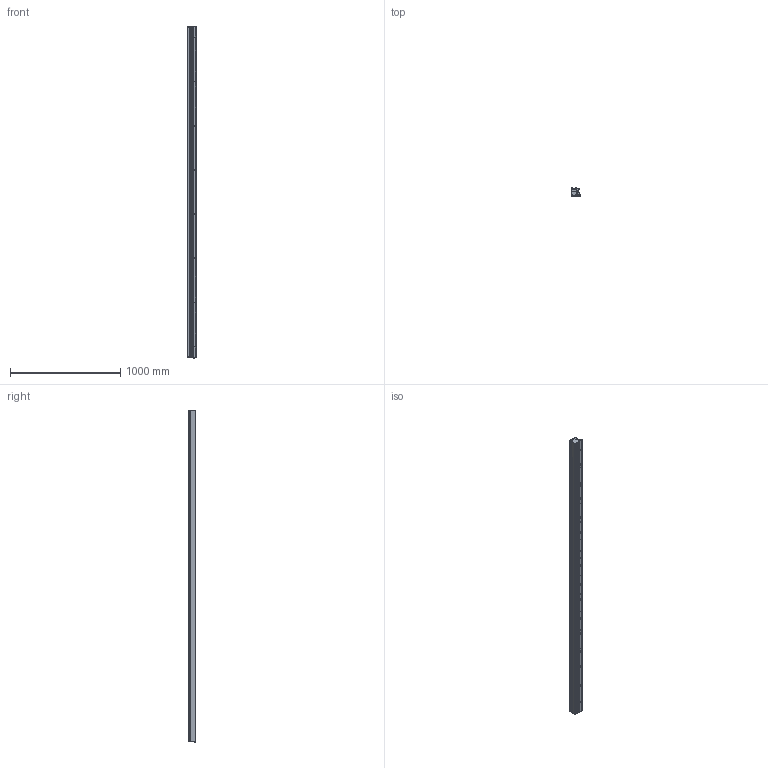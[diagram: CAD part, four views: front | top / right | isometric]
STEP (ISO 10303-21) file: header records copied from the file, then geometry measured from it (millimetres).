
FILE_DESCRIPTION (( 'STEP AP214' ), '1' );
FILE_NAME ('CPREG2NAR300AS4_STPALL.STEP', '2023-11-15T13:07:42', ( '' ), ( '' ), 'SwSTEP 2.0', 'SolidWorks 2020', '' );
FILE_SCHEMA (( 'AUTOMOTIVE_DESIGN' ));
Length unit declared in the file: millimetre
Products named in the file (13): MP0112-13-14-15 EML HOUSING_MP0933-EMLH 2984-4; V30035x; MP0759-60-61-62-63-SCREW COVER_MP0763-3000MM; PA0212-13-14-PACKING OF PANEL PLUGS_PA0214-CPREG-220-250-300; MP0902-APH END CAP 1_NA; CPREG2NAR300AS4_STPALL; DIN 7500 M - M3 x 8 - Z --- 8S_ISO 7046-1 - M3 x 8 - Z --- 8S; PA0212-13-14-PACKING OF PANEL PLUGS_PA0212-CPREG-40; MP0903-APH END CAP 2_NA; MP0817-18-19-20-21-ARMATURE PLATE HOUSING WITHOUT TAPPING 1_MP0821-3000MM FIXATION OBLONG; MP0389-AP ASSEMBLY; MP0102-SP END CAP 1_NA; PP0270-PANEL PLUG DIAM 15.9
Assembly tree (33 placements, depth 3):
  CPREG2NAR300AS4_STPALL
    MP0112-13-14-15 EML HOUSING_MP0933-EMLH 2984-4
    V30035x  x4
    PA0212-13-14-PACKING OF PANEL PLUGS_PA0214-CPREG-220-250-300
      PP0270-PANEL PLUG DIAM 15.9  x6
    PA0212-13-14-PACKING OF PANEL PLUGS_PA0212-CPREG-40
      PP0270-PANEL PLUG DIAM 15.9  x2
    MP0102-SP END CAP 1_NA  x2
    DIN 7500 M - M3 x 8 - Z --- 8S_ISO 7046-1 - M3 x 8 - Z --- 8S  x8
    MP0817-18-19-20-21-ARMATURE PLATE HOUSING WITHOUT TAPPING 1_MP0821-3000MM FIXATION OBLONG
    MP0759-60-61-62-63-SCREW COVER_MP0763-3000MM
    MP0903-APH END CAP 2_NA
    MP0902-APH END CAP 1_NA
    MP0389-AP ASSEMBLY  x4
Bounding box: 90.4 x 70.35 x 3006 mm (x, y, z)
Volume: 4671028.6 mm3; surface area: 3251618.7 mm2
Topology: 39 solids, 39 shells, 2561 faces, 6985 edges, 4458 vertices
Faces by surface type: plane 1009, cylinder 896, cone 592, torus 40, bspline 24
Entity records: 37486 total; most frequent: CARTESIAN_POINT 7907, ORIENTED_EDGE 6108, DIRECTION 5859, EDGE_CURVE 3054, AXIS2_PLACEMENT_3D 2138, VERTEX_POINT 2005, VECTOR 1583, LINE 1583
